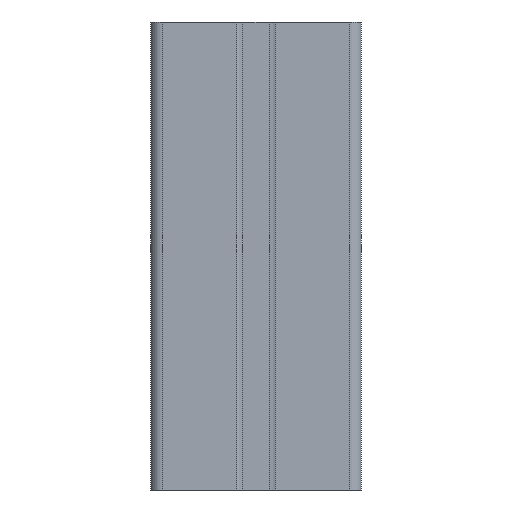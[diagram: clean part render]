
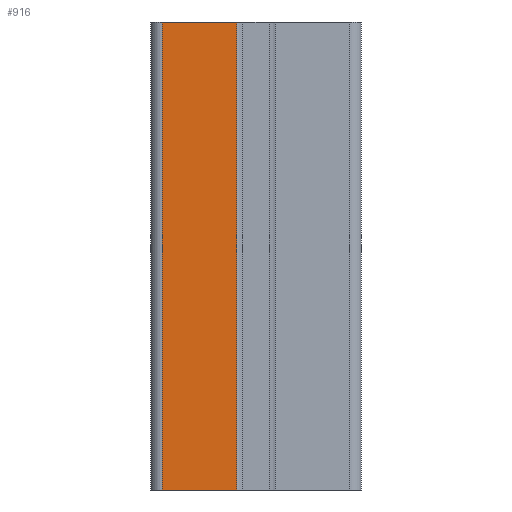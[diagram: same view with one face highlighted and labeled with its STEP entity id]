
A CAD part, left-side view. The second image highlights one B-rep face of the part: STEP entity #916.
In plain terms, the highlighted planar face has unit normal (-1, 0, 0).
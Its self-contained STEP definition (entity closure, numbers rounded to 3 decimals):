
#302=CARTESIAN_POINT('',(-22.5,4.1,0.0));
#303=VERTEX_POINT('',#302);
#318=CARTESIAN_POINT('',(-22.5,4.1,100.0));
#319=VERTEX_POINT('',#318);
#326=CARTESIAN_POINT('',(-22.5,4.1,0.0));
#327=DIRECTION('',(0.0,0.0,1.0));
#328=VECTOR('',#327,100.0);
#329=LINE('',#326,#328);
#330=EDGE_CURVE('',#303,#319,#329,.T.);
#402=CARTESIAN_POINT('',(-22.5,20.,0.0));
#403=VERTEX_POINT('',#402);
#404=CARTESIAN_POINT('',(-22.5,4.1,0.0));
#405=DIRECTION('',(0.0,1.0,0.0));
#406=VECTOR('',#405,15.9);
#407=LINE('',#404,#406);
#408=EDGE_CURVE('',#303,#403,#407,.T.);
#893=CARTESIAN_POINT('',(-22.5,4.15,0.0));
#894=DIRECTION('',(-1.0,0.0,0.0));
#895=DIRECTION('',(0.0,0.0,1.0));
#896=AXIS2_PLACEMENT_3D('',#893,#894,#895);
#897=PLANE('',#896);
#898=ORIENTED_EDGE('',*,*,#330,.T.);
#899=CARTESIAN_POINT('',(-22.5,20.,100.0));
#900=VERTEX_POINT('',#899);
#901=CARTESIAN_POINT('',(-22.5,4.1,100.0));
#902=DIRECTION('',(0.0,1.0,0.0));
#903=VECTOR('',#902,15.9);
#904=LINE('',#901,#903);
#905=EDGE_CURVE('',#319,#900,#904,.T.);
#906=ORIENTED_EDGE('',*,*,#905,.T.);
#907=CARTESIAN_POINT('',(-22.5,20.,0.0));
#908=DIRECTION('',(0.0,0.0,1.0));
#909=VECTOR('',#908,100.0);
#910=LINE('',#907,#909);
#911=EDGE_CURVE('',#403,#900,#910,.T.);
#912=ORIENTED_EDGE('',*,*,#911,.F.);
#913=ORIENTED_EDGE('',*,*,#408,.F.);
#914=EDGE_LOOP('',(#898,#906,#912,#913));
#915=FACE_OUTER_BOUND('',#914,.T.);
#916=ADVANCED_FACE('',(#915),#897,.T.);
